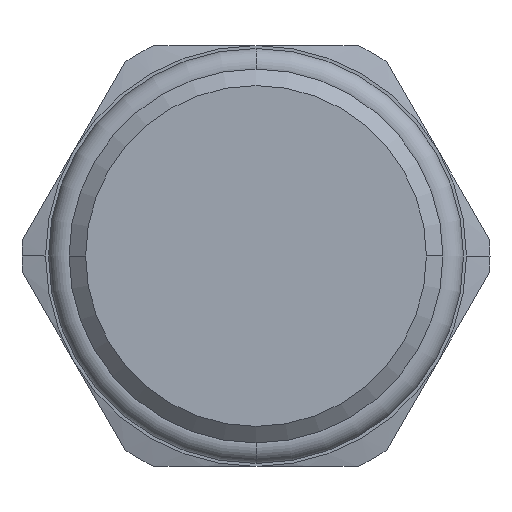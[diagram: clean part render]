
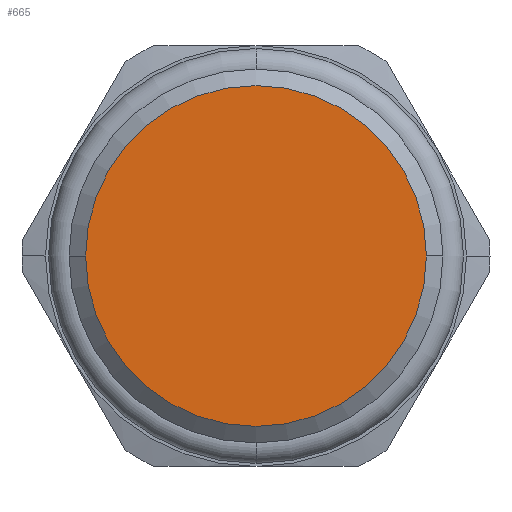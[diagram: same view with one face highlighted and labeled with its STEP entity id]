
A CAD part, front view. The second image highlights one B-rep face of the part: STEP entity #665.
In plain terms, the highlighted planar face has unit normal (0, -1, 0).
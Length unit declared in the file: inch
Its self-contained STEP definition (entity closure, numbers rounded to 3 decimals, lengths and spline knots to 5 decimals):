
#187 = CARTESIAN_POINT ( 'NONE',  ( -0.27097, 0., 0. ) ) ;
#301 = ORIENTED_EDGE ( 'NONE', *, *, #2073, .F. ) ;
#302 = CARTESIAN_POINT ( 'NONE',  ( 0., 0., 0. ) ) ;
#441 = AXIS2_PLACEMENT_3D ( 'NONE', #1691, #2297, #472 ) ;
#455 = VERTEX_POINT ( 'NONE', #187 ) ;
#472 = DIRECTION ( 'NONE',  ( 0., 0., -1. ) ) ;
#665 = ADVANCED_FACE ( 'NONE', ( #1861 ), #875, .T. ) ;
#691 = EDGE_LOOP ( 'NONE', ( #301, #2626 ) ) ;
#875 = PLANE ( 'NONE',  #441 ) ;
#922 = CARTESIAN_POINT ( 'NONE',  ( 0.27097, 0., 0. ) ) ;
#967 = AXIS2_PLACEMENT_3D ( 'NONE', #302, #2553, #1117 ) ;
#1117 = DIRECTION ( 'NONE',  ( -1., 0., 0. ) ) ;
#1119 = CIRCLE ( 'NONE', #2182, 0.27097 ) ;
#1158 = EDGE_CURVE ( 'NONE', #1935, #455, #2117, .T. ) ;
#1208 = CARTESIAN_POINT ( 'NONE',  ( 0., 0., 0. ) ) ;
#1691 = CARTESIAN_POINT ( 'NONE',  ( 0.25038, 0., 0. ) ) ;
#1815 = DIRECTION ( 'NONE',  ( -1., 0., 0. ) ) ;
#1861 = FACE_OUTER_BOUND ( 'NONE', #691, .T. ) ;
#1935 = VERTEX_POINT ( 'NONE', #922 ) ;
#2073 = EDGE_CURVE ( 'NONE', #455, #1935, #1119, .T. ) ;
#2117 = CIRCLE ( 'NONE', #967, 0.27097 ) ;
#2182 = AXIS2_PLACEMENT_3D ( 'NONE', #1208, #2632, #1815 ) ;
#2297 = DIRECTION ( 'NONE',  ( 0., -1., 0. ) ) ;
#2553 = DIRECTION ( 'NONE',  ( 0., 1., 0. ) ) ;
#2626 = ORIENTED_EDGE ( 'NONE', *, *, #1158, .F. ) ;
#2632 = DIRECTION ( 'NONE',  ( 0., 1., 0. ) ) ;
